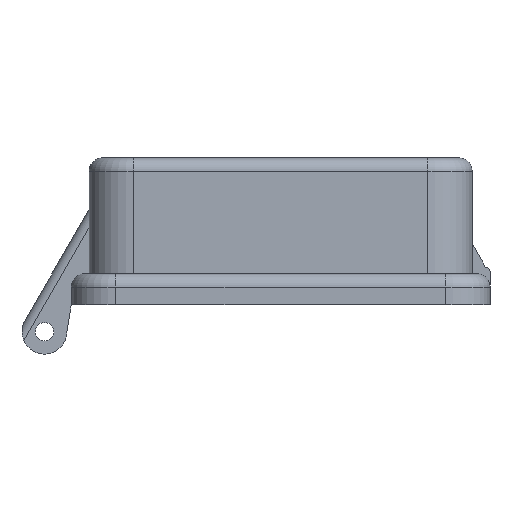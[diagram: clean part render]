
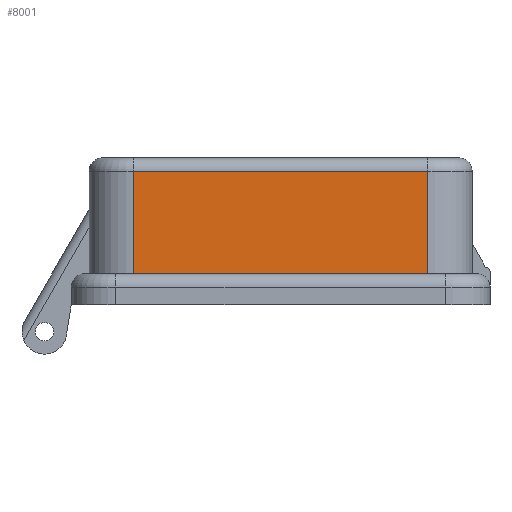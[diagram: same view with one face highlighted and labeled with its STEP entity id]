
A CAD part, left-side view. The second image highlights one B-rep face of the part: STEP entity #8001.
In plain terms, the highlighted planar face has unit normal (-1, 0, 0).
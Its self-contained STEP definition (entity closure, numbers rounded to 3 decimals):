
#204 = DIRECTION ( 'NONE',  ( 0., -1., 0. ) ) ;
#226 = CARTESIAN_POINT ( 'NONE',  ( -93., -33., 83. ) ) ;
#950 = LINE ( 'NONE', #1016, #3267 ) ;
#1016 = CARTESIAN_POINT ( 'NONE',  ( -93., 33., 83. ) ) ;
#1276 = DIRECTION ( 'NONE',  ( 0., 1., 0. ) ) ;
#1405 = LINE ( 'NONE', #5428, #8333 ) ;
#1858 = VERTEX_POINT ( 'NONE', #7338 ) ;
#2061 = DIRECTION ( 'NONE',  ( 0., 1., 0. ) ) ;
#2088 = CARTESIAN_POINT ( 'NONE',  ( -93., -33., 60. ) ) ;
#3267 = VECTOR ( 'NONE', #2061, 1000. ) ;
#3557 = EDGE_CURVE ( 'NONE', #1858, #4938, #11919, .T. ) ;
#3985 = ORIENTED_EDGE ( 'NONE', *, *, #6388, .T. ) ;
#4008 = PLANE ( 'NONE',  #6915 ) ;
#4067 = DIRECTION ( 'NONE',  ( 0., 0., 1. ) ) ;
#4938 = VERTEX_POINT ( 'NONE', #2088 ) ;
#4978 = FACE_OUTER_BOUND ( 'NONE', #12139, .T. ) ;
#5103 = CARTESIAN_POINT ( 'NONE',  ( -93., 33., 83. ) ) ;
#5325 = ORIENTED_EDGE ( 'NONE', *, *, #3557, .T. ) ;
#5428 = CARTESIAN_POINT ( 'NONE',  ( -93., 33., 83. ) ) ;
#6185 = VECTOR ( 'NONE', #204, 1000. ) ;
#6388 = EDGE_CURVE ( 'NONE', #9733, #1858, #1405, .T. ) ;
#6915 = AXIS2_PLACEMENT_3D ( 'NONE', #9205, #7899, #1276 ) ;
#7338 = CARTESIAN_POINT ( 'NONE',  ( -93., 33., 60. ) ) ;
#7870 = CARTESIAN_POINT ( 'NONE',  ( -93., 43., 60. ) ) ;
#7899 = DIRECTION ( 'NONE',  ( 1., 0., 0. ) ) ;
#8001 = ADVANCED_FACE ( 'NONE', ( #4978 ), #4008, .F. ) ;
#8333 = VECTOR ( 'NONE', #12390, 1000. ) ;
#9143 = LINE ( 'NONE', #226, #12433 ) ;
#9205 = CARTESIAN_POINT ( 'NONE',  ( -93., 43., 83. ) ) ;
#9353 = ORIENTED_EDGE ( 'NONE', *, *, #10796, .T. ) ;
#9733 = VERTEX_POINT ( 'NONE', #5103 ) ;
#9855 = CARTESIAN_POINT ( 'NONE',  ( -93., -33., 83. ) ) ;
#10796 = EDGE_CURVE ( 'NONE', #12803, #9733, #950, .T. ) ;
#10827 = EDGE_CURVE ( 'NONE', #4938, #12803, #9143, .T. ) ;
#11919 = LINE ( 'NONE', #7870, #6185 ) ;
#12139 = EDGE_LOOP ( 'NONE', ( #12202, #9353, #3985, #5325 ) ) ;
#12202 = ORIENTED_EDGE ( 'NONE', *, *, #10827, .T. ) ;
#12390 = DIRECTION ( 'NONE',  ( 0., 0., -1. ) ) ;
#12433 = VECTOR ( 'NONE', #4067, 1000. ) ;
#12803 = VERTEX_POINT ( 'NONE', #9855 ) ;
